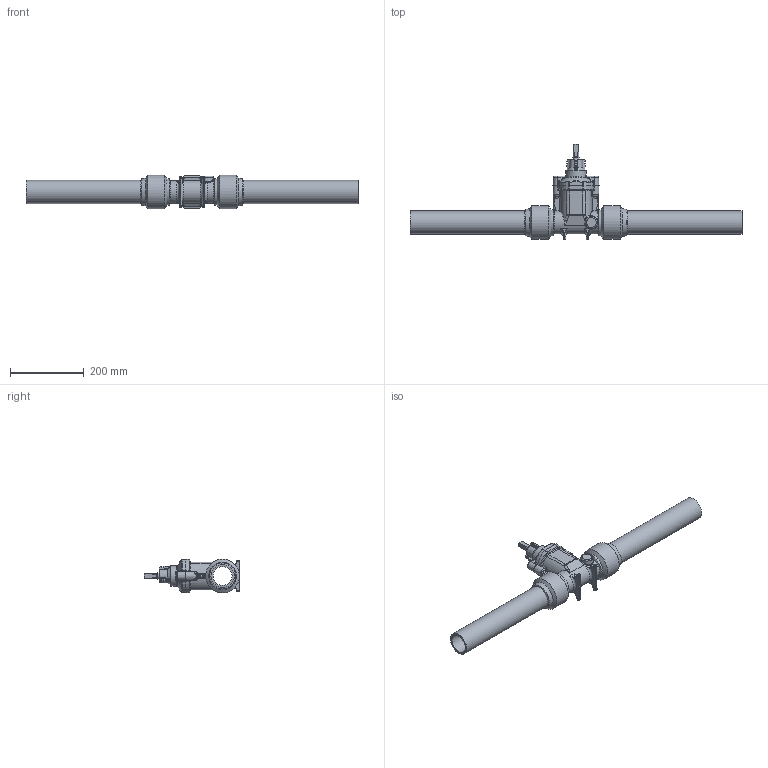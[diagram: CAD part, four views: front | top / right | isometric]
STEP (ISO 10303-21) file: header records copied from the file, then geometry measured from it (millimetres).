
FILE_DESCRIPTION (( 'STEP AP203' ), '1' );
FILE_NAME ('O_36_90_DN050_063mm.STEP', '2015-01-30T07:34:30', ( 'ken' ), ( '' ), 'SwSTEP 2.0', 'SolidWorks 2012', '' );
FILE_SCHEMA (( 'CONFIG_CONTROL_DESIGN' ));
Length unit declared in the file: millimetre
Products named in the file (1): O_36_90_DN050_063mm
Bounding box: 901 x 260 x 91.44 mm (x, y, z)
Volume: 2082222.6 mm3; surface area: 395682.2 mm2
Topology: 1 solids, 1 shells, 443 faces, 1081 edges, 611 vertices
Faces by surface type: bspline 169, cylinder 92, torus 66, plane 58, cone 38, sphere 20
Full cylindrical faces by diameter (mm): 18 x1, 51.545 x1, 54.5 x1, 63 x2, 71 x2, 91.5 x2
Entity records: 19305 total; most frequent: CARTESIAN_POINT 10537, ORIENTED_EDGE 2044, DIRECTION 1530, EDGE_CURVE 1022, AXIS2_PLACEMENT_3D 681, VERTEX_POINT 604, EDGE_LOOP 468, FACE_OUTER_BOUND 453
